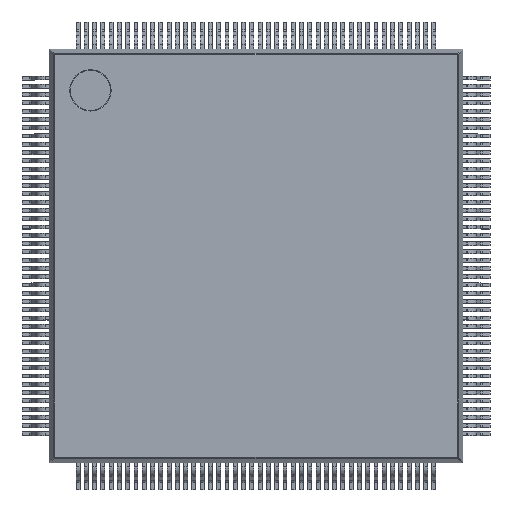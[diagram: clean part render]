
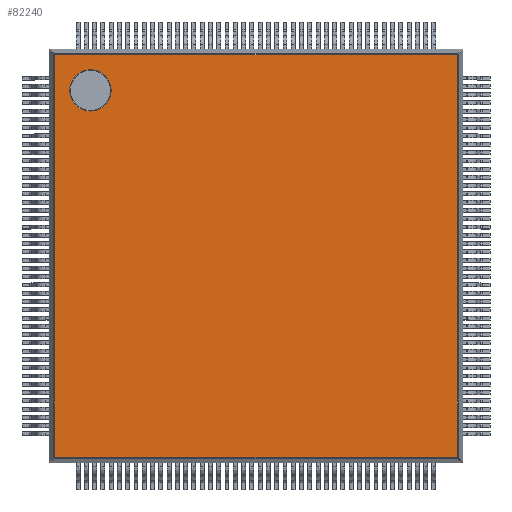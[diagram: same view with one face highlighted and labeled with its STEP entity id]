
A CAD part, top view. The second image highlights one B-rep face of the part: STEP entity #82240.
In plain terms, the highlighted planar face has unit normal (0, 0, 1).
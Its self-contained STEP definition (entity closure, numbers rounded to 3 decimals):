
#48061 = CARTESIAN_POINT ( 'NONE',  ( -7., 8., 2.45 ) ) ;
#48062 = DIRECTION ( 'NONE',  ( 1., 0., 0. ) ) ;
#48063 = DIRECTION ( 'NONE',  ( 0., 0., 1. ) ) ;
#48064 = CARTESIAN_POINT ( 'NONE',  ( -8., 8., 2.45 ) ) ;
#48065 = AXIS2_PLACEMENT_3D ( 'NONE', #48064, #48063, #48062 ) ;
#48066 = CIRCLE ( 'NONE', #48065, 1. ) ;
#48071 = CARTESIAN_POINT ( 'NONE',  ( -9., 8., 2.45 ) ) ;
#56960 = DIRECTION ( 'NONE',  ( 1., 0., 0. ) ) ;
#56961 = VECTOR ( 'NONE', #56960, 1000. ) ;
#56962 = CARTESIAN_POINT ( 'NONE',  ( 9.76, -9.719, 2.45 ) ) ;
#56963 = LINE ( 'NONE', #56962, #56961 ) ;
#56995 = AXIS2_PLACEMENT_3D ( 'NONE', #57049, #57048, #57047 ) ;
#56996 = CIRCLE ( 'NONE', #56995, 1. ) ;
#57047 = DIRECTION ( 'NONE',  ( 1., 0., 0. ) ) ;
#57048 = DIRECTION ( 'NONE',  ( 0., 0., 1. ) ) ;
#57049 = CARTESIAN_POINT ( 'NONE',  ( -8., 8., 2.45 ) ) ;
#57061 = FACE_BOUND ( 'NONE', #80043, .T. ) ;
#57062 = FACE_OUTER_BOUND ( 'NONE', #82287, .T. ) ;
#57077 = CARTESIAN_POINT ( 'NONE',  ( -9.719, -9.719, 2.45 ) ) ;
#57078 = DIRECTION ( 'NONE',  ( 0., -1., 0. ) ) ;
#57079 = VECTOR ( 'NONE', #57078, 1000. ) ;
#57080 = CARTESIAN_POINT ( 'NONE',  ( -9.719, 10., 2.45 ) ) ;
#57081 = LINE ( 'NONE', #57080, #57079 ) ;
#57082 = CARTESIAN_POINT ( 'NONE',  ( -9.719, 9.719, 2.45 ) ) ;
#57083 = DIRECTION ( 'NONE',  ( -1., 0., 0. ) ) ;
#57084 = VECTOR ( 'NONE', #57083, 1000. ) ;
#57085 = CARTESIAN_POINT ( 'NONE',  ( -9.76, 9.719, 2.45 ) ) ;
#57086 = LINE ( 'NONE', #57085, #57084 ) ;
#57087 = CARTESIAN_POINT ( 'NONE',  ( 9.719, 9.719, 2.45 ) ) ;
#57088 = CARTESIAN_POINT ( 'NONE',  ( 9.719, -9.719, 2.45 ) ) ;
#57089 = DIRECTION ( 'NONE',  ( 0., 1., 0. ) ) ;
#57090 = VECTOR ( 'NONE', #57089, 1000. ) ;
#57091 = CARTESIAN_POINT ( 'NONE',  ( 9.719, 10., 2.45 ) ) ;
#57092 = DIRECTION ( 'NONE',  ( -1., 0., 0. ) ) ;
#57093 = DIRECTION ( 'NONE',  ( 0., 0., -1. ) ) ;
#57094 = CARTESIAN_POINT ( 'NONE',  ( 9.76, 10., 2.45 ) ) ;
#57095 = AXIS2_PLACEMENT_3D ( 'NONE', #57094, #57093, #57092 ) ;
#57096 = LINE ( 'NONE', #57091, #57090 ) ;
#57097 = PLANE ( 'NONE',  #57095 ) ;
#76879 = VERTEX_POINT ( 'NONE', #48071 ) ;
#76885 = EDGE_CURVE ( 'NONE', #76879, #76886, #48066, .T. ) ;
#76886 = VERTEX_POINT ( 'NONE', #48061 ) ;
#80043 = EDGE_LOOP ( 'NONE', ( #82219, #82223 ) ) ;
#82120 = EDGE_CURVE ( 'NONE', #82253, #82244, #56963, .T. ) ;
#82219 = ORIENTED_EDGE ( 'NONE', *, *, #82221, .F. ) ;
#82221 = EDGE_CURVE ( 'NONE', #76886, #76879, #56996, .T. ) ;
#82223 = ORIENTED_EDGE ( 'NONE', *, *, #76885, .F. ) ;
#82240 = ADVANCED_FACE ( 'NONE', ( #57062, #57061 ), #57097, .F. ) ;
#82241 = ORIENTED_EDGE ( 'NONE', *, *, #82243, .T. ) ;
#82243 = EDGE_CURVE ( 'NONE', #82244, #82245, #57096, .T. ) ;
#82244 = VERTEX_POINT ( 'NONE', #57088 ) ;
#82245 = VERTEX_POINT ( 'NONE', #57087 ) ;
#82246 = ORIENTED_EDGE ( 'NONE', *, *, #82247, .T. ) ;
#82247 = EDGE_CURVE ( 'NONE', #82245, #82249, #57086, .T. ) ;
#82249 = VERTEX_POINT ( 'NONE', #57082 ) ;
#82250 = ORIENTED_EDGE ( 'NONE', *, *, #82252, .T. ) ;
#82252 = EDGE_CURVE ( 'NONE', #82249, #82253, #57081, .T. ) ;
#82253 = VERTEX_POINT ( 'NONE', #57077 ) ;
#82256 = ORIENTED_EDGE ( 'NONE', *, *, #82120, .T. ) ;
#82287 = EDGE_LOOP ( 'NONE', ( #82241, #82246, #82250, #82256 ) ) ;
